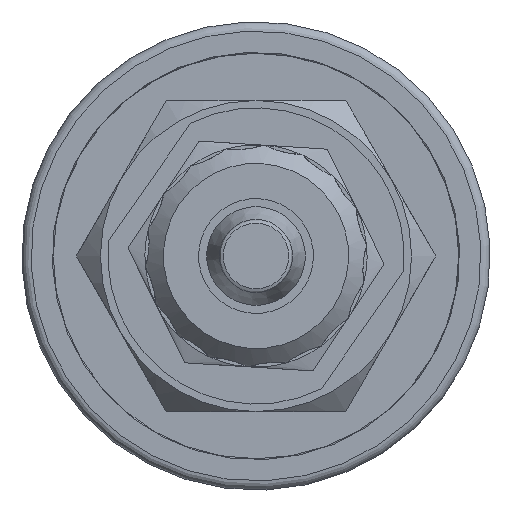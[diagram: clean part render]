
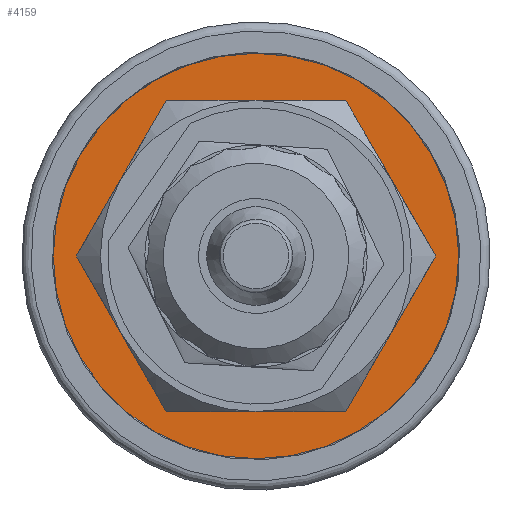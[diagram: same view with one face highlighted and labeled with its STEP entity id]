
A CAD part, left-side view. The second image highlights one B-rep face of the part: STEP entity #4159.
In plain terms, the highlighted planar face has unit normal (-1, 0, 0).
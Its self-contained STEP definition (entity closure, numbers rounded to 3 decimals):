
#4001=CARTESIAN_POINT('',(12.8,3.762,10.283));
#4002=VERTEX_POINT('',#4001);
#4003=CARTESIAN_POINT('',(12.8,0.0,0.0));
#4004=DIRECTION('',(1.0,0.0,0.0));
#4005=DIRECTION('',(0.0,1.0,0.0));
#4006=AXIS2_PLACEMENT_3D('',#4003,#4004,#4005);
#4007=CIRCLE('',#4006,10.95);
#4008=EDGE_CURVE('',#4002,#4002,#4007,.T.);
#4055=CARTESIAN_POINT('',(12.8,4.85,8.4));
#4056=VERTEX_POINT('',#4055);
#4093=CARTESIAN_POINT('',(12.8,-4.85,8.4));
#4094=VERTEX_POINT('',#4093);
#4101=CARTESIAN_POINT('',(12.8,-4.85,8.4));
#4102=DIRECTION('',(0.0,1.0,0.0));
#4103=VECTOR('',#4102,9.699);
#4104=LINE('',#4101,#4103);
#4105=EDGE_CURVE('',#4094,#4056,#4104,.T.);
#4110=CARTESIAN_POINT('',(12.8,10.384,0.0));
#4111=DIRECTION('',(-1.0,0.0,0.0));
#4112=DIRECTION('',(0.0,0.0,1.0));
#4113=AXIS2_PLACEMENT_3D('',#4110,#4111,#4112);
#4114=PLANE('',#4113);
#4115=ORIENTED_EDGE('',*,*,#4008,.F.);
#4116=EDGE_LOOP('',(#4115));
#4117=FACE_OUTER_BOUND('',#4116,.T.);
#4118=ORIENTED_EDGE('',*,*,#4105,.F.);
#4119=CARTESIAN_POINT('',(12.8,-9.699,0.));
#4120=VERTEX_POINT('',#4119);
#4121=CARTESIAN_POINT('',(12.8,-9.699,0.));
#4122=DIRECTION('',(0.0,0.5,0.866));
#4123=VECTOR('',#4122,9.699);
#4124=LINE('',#4121,#4123);
#4125=EDGE_CURVE('',#4120,#4094,#4124,.T.);
#4126=ORIENTED_EDGE('',*,*,#4125,.F.);
#4127=CARTESIAN_POINT('',(12.8,-4.85,-8.4));
#4128=VERTEX_POINT('',#4127);
#4129=CARTESIAN_POINT('',(12.8,-4.85,-8.4));
#4130=DIRECTION('',(0.0,-0.5,0.866));
#4131=VECTOR('',#4130,9.699);
#4132=LINE('',#4129,#4131);
#4133=EDGE_CURVE('',#4128,#4120,#4132,.T.);
#4134=ORIENTED_EDGE('',*,*,#4133,.F.);
#4135=CARTESIAN_POINT('',(12.8,4.85,-8.4));
#4136=VERTEX_POINT('',#4135);
#4137=CARTESIAN_POINT('',(12.8,4.85,-8.4));
#4138=DIRECTION('',(0.0,-1.0,0.0));
#4139=VECTOR('',#4138,9.699);
#4140=LINE('',#4137,#4139);
#4141=EDGE_CURVE('',#4136,#4128,#4140,.T.);
#4142=ORIENTED_EDGE('',*,*,#4141,.F.);
#4143=CARTESIAN_POINT('',(12.8,9.699,0.));
#4144=VERTEX_POINT('',#4143);
#4145=CARTESIAN_POINT('',(12.8,9.699,0.));
#4146=DIRECTION('',(0.0,-0.5,-0.866));
#4147=VECTOR('',#4146,9.699);
#4148=LINE('',#4145,#4147);
#4149=EDGE_CURVE('',#4144,#4136,#4148,.T.);
#4150=ORIENTED_EDGE('',*,*,#4149,.F.);
#4151=CARTESIAN_POINT('',(12.8,4.85,8.4));
#4152=DIRECTION('',(0.0,0.5,-0.866));
#4153=VECTOR('',#4152,9.699);
#4154=LINE('',#4151,#4153);
#4155=EDGE_CURVE('',#4056,#4144,#4154,.T.);
#4156=ORIENTED_EDGE('',*,*,#4155,.F.);
#4157=EDGE_LOOP('',(#4118,#4126,#4134,#4142,#4150,#4156));
#4158=FACE_BOUND('',#4157,.T.);
#4159=ADVANCED_FACE('',(#4117,#4158),#4114,.T.);
